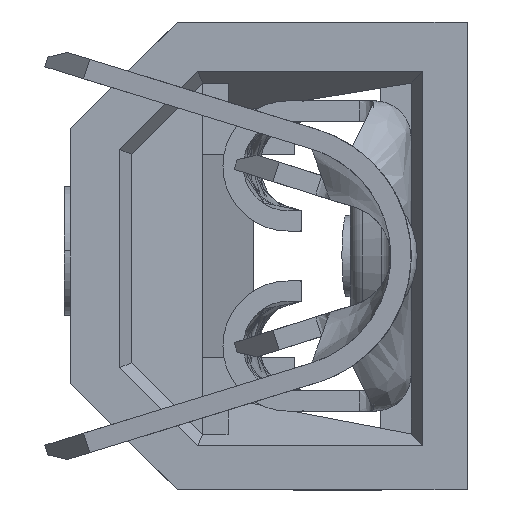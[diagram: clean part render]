
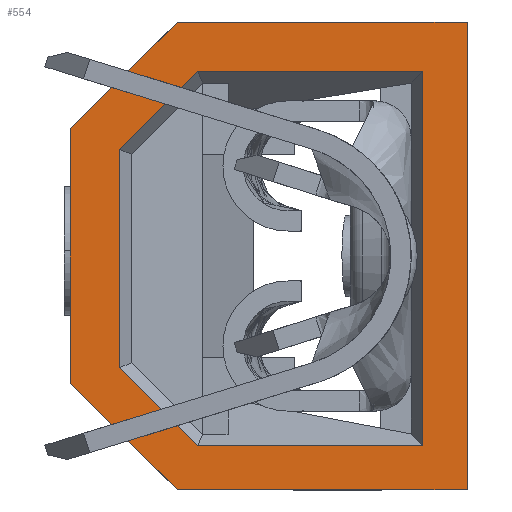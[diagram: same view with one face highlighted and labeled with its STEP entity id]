
A CAD part, left-side view. The second image highlights one B-rep face of the part: STEP entity #554.
In plain terms, the highlighted face is planar.
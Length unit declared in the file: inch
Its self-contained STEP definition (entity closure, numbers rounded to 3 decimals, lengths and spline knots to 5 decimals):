
#34 = CARTESIAN_POINT ( 'NONE',  ( 0.82, 0.17077, 0.05489 ) ) ;
#349 = DIRECTION ( 'NONE',  ( 0., 1., 0. ) ) ;
#407 = CARTESIAN_POINT ( 'NONE',  ( 0.82, 0., -0.115 ) ) ;
#508 = VECTOR ( 'NONE', #7491, 39.37008 ) ;
#554 = ADVANCED_FACE ( 'NONE', ( #12040, #8730 ), #9317, .F. ) ;
#975 = EDGE_CURVE ( 'NONE', #13958, #6081, #15534, .T. ) ;
#1337 = VECTOR ( 'NONE', #11776, 39.37008 ) ;
#1392 = ORIENTED_EDGE ( 'NONE', *, *, #14724, .F. ) ;
#1499 = CARTESIAN_POINT ( 'NONE',  ( 0.82, 0.195, 0.0625 ) ) ;
#1527 = LINE ( 'NONE', #8494, #4492 ) ;
#1599 = LINE ( 'NONE', #13523, #14559 ) ;
#2222 = DIRECTION ( 'NONE',  ( 0., 0., -1. ) ) ;
#2246 = VECTOR ( 'NONE', #12005, 39.37008 ) ;
#2434 = CARTESIAN_POINT ( 'NONE',  ( 0.82, 0.13239, 0.09327 ) ) ;
#2485 = DIRECTION ( 'NONE',  ( 0., 0.707, -0.707 ) ) ;
#2519 = ORIENTED_EDGE ( 'NONE', *, *, #5144, .T. ) ;
#3135 = EDGE_CURVE ( 'NONE', #14119, #5472, #3862, .T. ) ;
#3355 = LINE ( 'NONE', #2434, #16244 ) ;
#3478 = VECTOR ( 'NONE', #4202, 39.37008 ) ;
#3686 = CARTESIAN_POINT ( 'NONE',  ( 0.82, 0.13239, -0.09077 ) ) ;
#3772 = ORIENTED_EDGE ( 'NONE', *, *, #13900, .F. ) ;
#3862 = LINE ( 'NONE', #12063, #3478 ) ;
#4202 = DIRECTION ( 'NONE',  ( 0., 1., 0. ) ) ;
#4455 = EDGE_CURVE ( 'NONE', #6601, #7514, #16159, .T. ) ;
#4492 = VECTOR ( 'NONE', #2222, 39.37008 ) ;
#4568 = CARTESIAN_POINT ( 'NONE',  ( 0.82, 0.02173, -0.09077 ) ) ;
#5144 = EDGE_CURVE ( 'NONE', #5602, #14621, #6582, .T. ) ;
#5225 = CARTESIAN_POINT ( 'NONE',  ( 0.82, 0., 0.115 ) ) ;
#5448 = VERTEX_POINT ( 'NONE', #4568 ) ;
#5472 = VERTEX_POINT ( 'NONE', #12147 ) ;
#5581 = LINE ( 'NONE', #14511, #2246 ) ;
#5602 = VERTEX_POINT ( 'NONE', #12356 ) ;
#6081 = VERTEX_POINT ( 'NONE', #13325 ) ;
#6333 = DIRECTION ( 'NONE',  ( 0., 0., -1. ) ) ;
#6495 = CARTESIAN_POINT ( 'NONE',  ( 0.82, 0.13239, -0.09077 ) ) ;
#6582 = LINE ( 'NONE', #13059, #9550 ) ;
#6601 = VERTEX_POINT ( 'NONE', #9652 ) ;
#6732 = CARTESIAN_POINT ( 'NONE',  ( 0.82, 0.195, -0.0625 ) ) ;
#6850 = DIRECTION ( 'NONE',  ( 0., -0.707, -0.707 ) ) ;
#7343 = ORIENTED_EDGE ( 'NONE', *, *, #7957, .T. ) ;
#7491 = DIRECTION ( 'NONE',  ( 0., -1., 0. ) ) ;
#7514 = VERTEX_POINT ( 'NONE', #1499 ) ;
#7611 = CARTESIAN_POINT ( 'NONE',  ( 0.82, 0.195, 0.0625 ) ) ;
#7957 = EDGE_CURVE ( 'NONE', #8584, #13958, #1599, .T. ) ;
#8049 = LINE ( 'NONE', #11840, #1337 ) ;
#8494 = CARTESIAN_POINT ( 'NONE',  ( 0.82, 0.02173, 0.10193 ) ) ;
#8584 = VERTEX_POINT ( 'NONE', #5225 ) ;
#8730 = FACE_OUTER_BOUND ( 'NONE', #10597, .T. ) ;
#9248 = EDGE_CURVE ( 'NONE', #5472, #14246, #3355, .T. ) ;
#9255 = DIRECTION ( 'NONE',  ( 0., 0., 1. ) ) ;
#9317 = PLANE ( 'NONE',  #9669 ) ;
#9384 = DIRECTION ( 'NONE',  ( -1., 0., 0. ) ) ;
#9550 = VECTOR ( 'NONE', #6850, 39.37008 ) ;
#9652 = CARTESIAN_POINT ( 'NONE',  ( 0.82, 0.1425, 0.115 ) ) ;
#9669 = AXIS2_PLACEMENT_3D ( 'NONE', #9766, #9384, #9255 ) ;
#9766 = CARTESIAN_POINT ( 'NONE',  ( 0.82, 0.195, 0.115 ) ) ;
#9785 = LINE ( 'NONE', #15371, #12675 ) ;
#9883 = ORIENTED_EDGE ( 'NONE', *, *, #11284, .F. ) ;
#10371 = ORIENTED_EDGE ( 'NONE', *, *, #10822, .F. ) ;
#10597 = EDGE_LOOP ( 'NONE', ( #11546, #9883, #1392, #15513, #3772, #7343 ) ) ;
#10822 = EDGE_CURVE ( 'NONE', #14119, #5448, #1527, .T. ) ;
#10950 = LINE ( 'NONE', #3686, #508 ) ;
#11185 = DIRECTION ( 'NONE',  ( 0., 1., 0. ) ) ;
#11238 = CARTESIAN_POINT ( 'NONE',  ( 0.82, 0.195, -0.115 ) ) ;
#11284 = EDGE_CURVE ( 'NONE', #14857, #6081, #8049, .T. ) ;
#11535 = ORIENTED_EDGE ( 'NONE', *, *, #3135, .T. ) ;
#11546 = ORIENTED_EDGE ( 'NONE', *, *, #975, .T. ) ;
#11776 = DIRECTION ( 'NONE',  ( 0., -0.707, -0.707 ) ) ;
#11840 = CARTESIAN_POINT ( 'NONE',  ( 0.82, 0.195, -0.0625 ) ) ;
#12005 = DIRECTION ( 'NONE',  ( 0., 0., -1. ) ) ;
#12040 = FACE_BOUND ( 'NONE', #12329, .T. ) ;
#12063 = CARTESIAN_POINT ( 'NONE',  ( 0.82, 0.02173, 0.09327 ) ) ;
#12147 = CARTESIAN_POINT ( 'NONE',  ( 0.82, 0.13239, 0.09327 ) ) ;
#12237 = VECTOR ( 'NONE', #11185, 39.37008 ) ;
#12329 = EDGE_LOOP ( 'NONE', ( #10371, #11535, #13110, #14287, #2519, #13711 ) ) ;
#12356 = CARTESIAN_POINT ( 'NONE',  ( 0.82, 0.17077, -0.05239 ) ) ;
#12675 = VECTOR ( 'NONE', #349, 39.37008 ) ;
#13004 = VECTOR ( 'NONE', #6333, 39.37008 ) ;
#13059 = CARTESIAN_POINT ( 'NONE',  ( 0.82, 0.17077, -0.05239 ) ) ;
#13110 = ORIENTED_EDGE ( 'NONE', *, *, #9248, .T. ) ;
#13325 = CARTESIAN_POINT ( 'NONE',  ( 0.82, 0.1425, -0.115 ) ) ;
#13523 = CARTESIAN_POINT ( 'NONE',  ( 0.82, 0., 0.115 ) ) ;
#13632 = DIRECTION ( 'NONE',  ( 0., 0., -1. ) ) ;
#13711 = ORIENTED_EDGE ( 'NONE', *, *, #13753, .T. ) ;
#13753 = EDGE_CURVE ( 'NONE', #14621, #5448, #10950, .T. ) ;
#13786 = LINE ( 'NONE', #34, #13004 ) ;
#13900 = EDGE_CURVE ( 'NONE', #8584, #6601, #9785, .T. ) ;
#13958 = VERTEX_POINT ( 'NONE', #407 ) ;
#14119 = VERTEX_POINT ( 'NONE', #15034 ) ;
#14246 = VERTEX_POINT ( 'NONE', #15338 ) ;
#14287 = ORIENTED_EDGE ( 'NONE', *, *, #15285, .T. ) ;
#14511 = CARTESIAN_POINT ( 'NONE',  ( 0.82, 0.195, 0.115 ) ) ;
#14559 = VECTOR ( 'NONE', #13632, 39.37008 ) ;
#14621 = VERTEX_POINT ( 'NONE', #6495 ) ;
#14724 = EDGE_CURVE ( 'NONE', #7514, #14857, #5581, .T. ) ;
#14857 = VERTEX_POINT ( 'NONE', #6732 ) ;
#15034 = CARTESIAN_POINT ( 'NONE',  ( 0.82, 0.02173, 0.09327 ) ) ;
#15067 = DIRECTION ( 'NONE',  ( 0., 0.707, -0.707 ) ) ;
#15285 = EDGE_CURVE ( 'NONE', #14246, #5602, #13786, .T. ) ;
#15338 = CARTESIAN_POINT ( 'NONE',  ( 0.82, 0.17077, 0.05489 ) ) ;
#15371 = CARTESIAN_POINT ( 'NONE',  ( 0.82, 0.195, 0.115 ) ) ;
#15513 = ORIENTED_EDGE ( 'NONE', *, *, #4455, .F. ) ;
#15534 = LINE ( 'NONE', #11238, #12237 ) ;
#15775 = VECTOR ( 'NONE', #15067, 39.37008 ) ;
#16159 = LINE ( 'NONE', #7611, #15775 ) ;
#16244 = VECTOR ( 'NONE', #2485, 39.37008 ) ;
